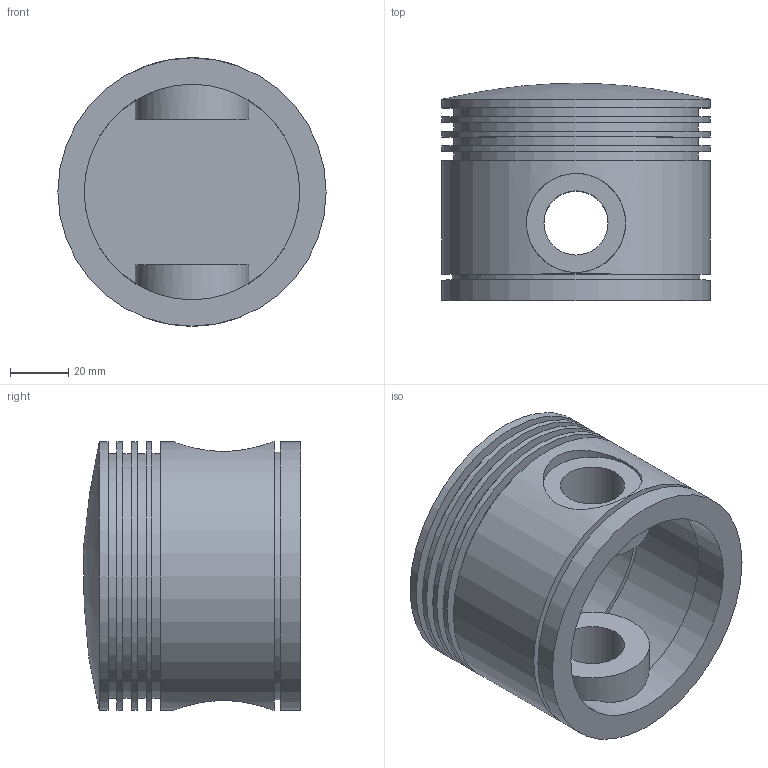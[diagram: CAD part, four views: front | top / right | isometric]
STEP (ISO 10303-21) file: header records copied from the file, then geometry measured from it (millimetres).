
FILE_DESCRIPTION (( 'STEP AP214' ), '1' );
FILE_NAME ('Piston.STEP', '2025-02-17T17:12:08', ( '' ), ( '' ), 'SwSTEP 2.0', 'SolidWorks 2025', '' );
FILE_SCHEMA (( 'AUTOMOTIVE_DESIGN' ));
Length unit declared in the file: millimetre
Products named in the file (1): Piston
Bounding box: 92 x 74.45 x 92 mm (x, y, z)
Volume: 195085.2 mm3; surface area: 62765.9 mm2
Topology: 1 solids, 1 shells, 42 faces, 84 edges, 56 vertices
Faces by surface type: cylinder 21, plane 20, sphere 1
Full cylindrical faces by diameter (mm): 22 x2, 34 x2, 39 x2, 74 x2, 84 x4, 85 x1, 92 x6
Entity records: 1393 total; most frequent: CARTESIAN_POINT 579, DIRECTION 174, ORIENTED_EDGE 116, AXIS2_PLACEMENT_3D 83, EDGE_LOOP 78, FACE_OUTER_BOUND 61, EDGE_CURVE 58, VERTEX_POINT 50
